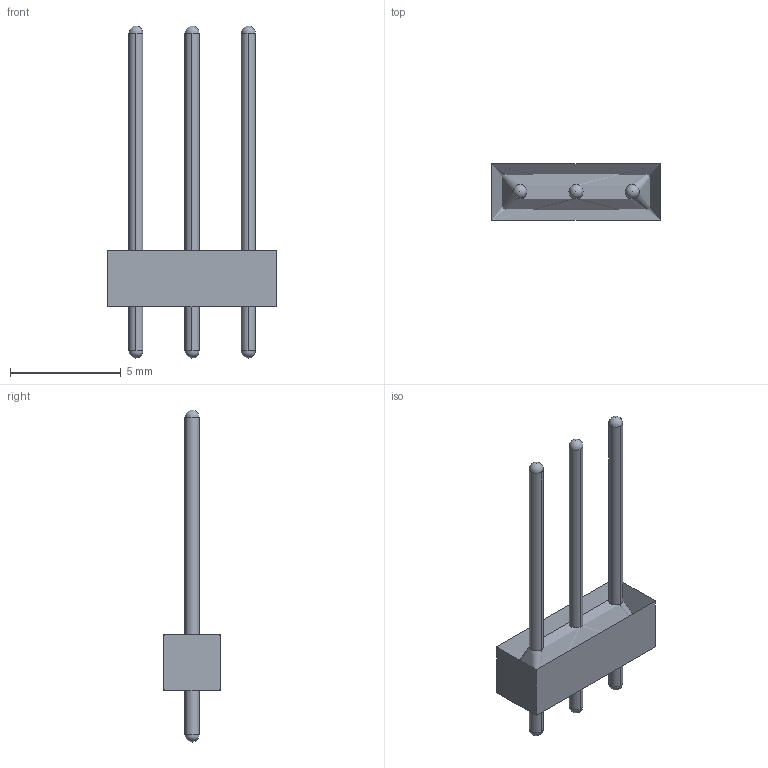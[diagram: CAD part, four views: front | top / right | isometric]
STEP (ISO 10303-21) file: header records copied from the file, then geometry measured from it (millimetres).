
FILE_DESCRIPTION (( 'STEP AP214' ), '1' );
FILE_NAME ( 'HDRV3W25P100_3X1_300X100H500.STEP', '2017-10-19T22:08:18', ( '' ), ( '' ), 'Part was generated with the free Library Expert Lite available at www.PCBLibraries.com. Removing line will violate the End User License Agreement.', '©2017 PCB Libraries, Inc.', '' );
FILE_SCHEMA (( 'AUTOMOTIVE_DESIGN' ));
Length unit declared in the file: millimetre
Products named in the file (1): HDRV3W25P100_3X1_300X100H500
Bounding box: 7.62 x 2.54 x 15.02 mm (x, y, z)
Volume: 64 mm3; surface area: 193.5 mm2
Topology: 4 solids, 4 shells, 24 faces, 66 edges, 44 vertices
Faces by surface type: cylinder 12, sphere 6, plane 6
Entity records: 765 total; most frequent: DIRECTION 122, CARTESIAN_POINT 105, ORIENTED_EDGE 96, AXIS2_PLACEMENT_3D 49, EDGE_CURVE 48, VERTEX_POINT 32, EDGE_LOOP 30, VECTOR 24
